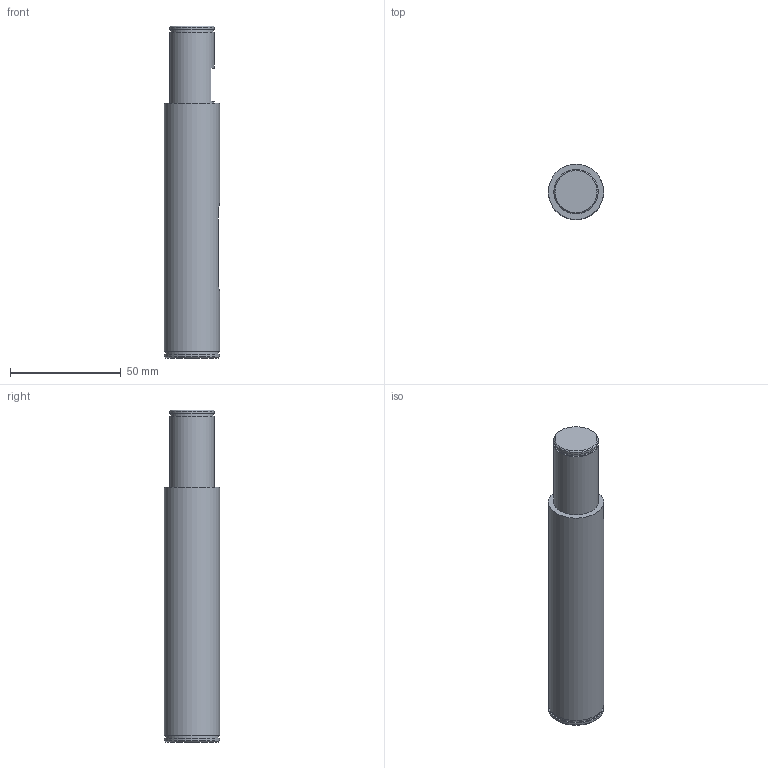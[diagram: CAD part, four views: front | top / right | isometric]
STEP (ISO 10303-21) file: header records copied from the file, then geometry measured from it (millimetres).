
FILE_DESCRIPTION(/* description */ ('Eixo do Redutor','CAx-IF Rec.Pracs.---Representation and Presentation of Product Manufacturing Information (PMI)---4.0---2014-10-13'),/* implementation_level */ '2;1');
FILE_NAME(/* name */ 'MD03-006-0808-0021.stp',/* time_stamp */ '2025-08-20T13:24:18-04:00',/* author */ ('wandr'),/* organization */ ('ELGIN'),/* preprocessor_version */ 'ST-DEVELOPER v20.1',/* originating_system */ 'Autodesk Inventor 2026',/* authorisation */ '');
FILE_SCHEMA (('AP242_MANAGED_MODEL_BASED_3D_ENGINEERING_MIM_LF { 1 0 10303 442 2 1 4 }'));
Length unit declared in the file: millimetre
Products named in the file (1): MD03-006-0808-0021
Bounding box: 25 x 25 x 150 mm (x, y, z)
Volume: 66012 mm3; surface area: 12622.1 mm2
Topology: 1 solids, 1 shells, 23 faces, 42 edges, 28 vertices
Faces by surface type: plane 13, cylinder 8, cone 2
Full cylindrical faces by diameter (mm): 19 x1, 20 x2, 23.9 x1, 25 x2
Entity records: 960 total; most frequent: CARTESIAN_POINT 228, DIRECTION 142, ORIENTED_EDGE 84, AXIS2_PLACEMENT_3D 61, STYLED_ITEM 48, EDGE_CURVE 42, POLYLINE 37, EDGE_LOOP 30
